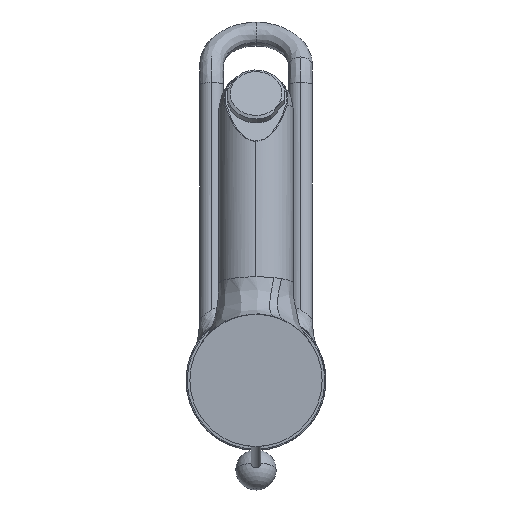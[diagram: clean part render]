
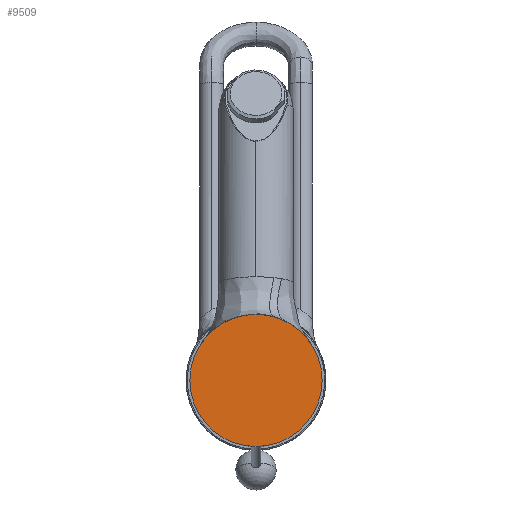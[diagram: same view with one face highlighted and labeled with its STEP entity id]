
A CAD part, front view. The second image highlights one B-rep face of the part: STEP entity #9509.
In plain terms, the highlighted planar face has unit normal (0, -1, 0).
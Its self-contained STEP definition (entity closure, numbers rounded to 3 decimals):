
#100 = CARTESIAN_POINT ( 'NONE',  ( 0., 0., -27.5 ) ) ;
#119 = CARTESIAN_POINT ( 'NONE',  ( 0., 0., 0. ) ) ;
#954 = DIRECTION ( 'NONE',  ( 0., 0., 1. ) ) ;
#1315 = ORIENTED_EDGE ( 'NONE', *, *, #4237, .F. ) ;
#1426 = AXIS2_PLACEMENT_3D ( 'NONE', #119, #5595, #954 ) ;
#1664 = EDGE_LOOP ( 'NONE', ( #1315, #3738 ) ) ;
#2127 = DIRECTION ( 'NONE',  ( 0., 1., 0. ) ) ;
#3409 = AXIS2_PLACEMENT_3D ( 'NONE', #6738, #2127, #7504 ) ;
#3738 = ORIENTED_EDGE ( 'NONE', *, *, #6800, .F. ) ;
#3749 = AXIS2_PLACEMENT_3D ( 'NONE', #8395, #3811, #9172 ) ;
#3811 = DIRECTION ( 'NONE',  ( 0., 1., 0. ) ) ;
#4237 = EDGE_CURVE ( 'NONE', #9003, #9691, #7764, .T. ) ;
#4824 = PLANE ( 'NONE',  #1426 ) ;
#5595 = DIRECTION ( 'NONE',  ( 0., 1., 0. ) ) ;
#6200 = CARTESIAN_POINT ( 'NONE',  ( 0., 0., 27.5 ) ) ;
#6738 = CARTESIAN_POINT ( 'NONE',  ( 0., 0., 0. ) ) ;
#6800 = EDGE_CURVE ( 'NONE', #9691, #9003, #8868, .T. ) ;
#7504 = DIRECTION ( 'NONE',  ( 0., 0., 1. ) ) ;
#7757 = FACE_OUTER_BOUND ( 'NONE', #1664, .T. ) ;
#7764 = CIRCLE ( 'NONE', #3409, 27.5 ) ;
#8395 = CARTESIAN_POINT ( 'NONE',  ( 0., 0., 0. ) ) ;
#8868 = CIRCLE ( 'NONE', #3749, 27.5 ) ;
#9003 = VERTEX_POINT ( 'NONE', #6200 ) ;
#9172 = DIRECTION ( 'NONE',  ( 0., 0., 1. ) ) ;
#9509 = ADVANCED_FACE ( 'NONE', ( #7757 ), #4824, .F. ) ;
#9691 = VERTEX_POINT ( 'NONE', #100 ) ;
